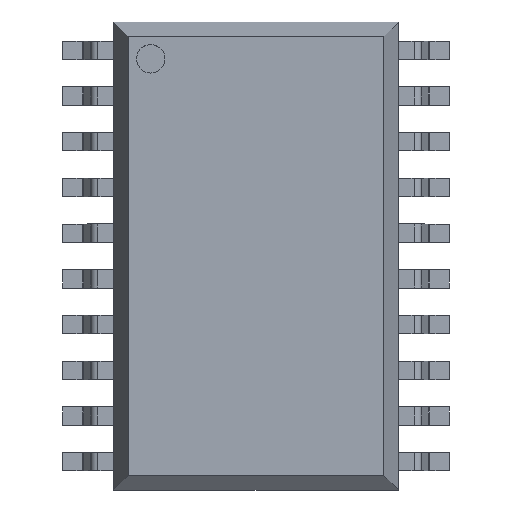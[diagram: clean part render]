
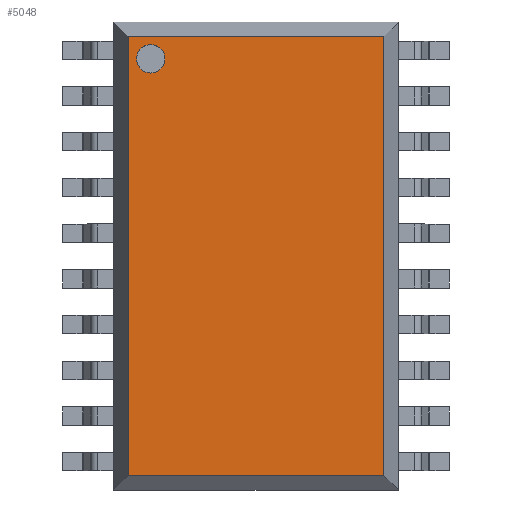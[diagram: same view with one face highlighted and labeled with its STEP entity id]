
A CAD part, top view. The second image highlights one B-rep face of the part: STEP entity #5048.
In plain terms, the highlighted planar face has unit normal (0, 0, 1).
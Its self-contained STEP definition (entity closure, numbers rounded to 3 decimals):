
#59=FACE_BOUND('',#580,.T.);
#67=PLANE('',#5381);
#283=FACE_OUTER_BOUND('',#579,.T.);
#579=EDGE_LOOP('',(#3486,#3487,#3488,#3489));
#580=EDGE_LOOP('',(#3490));
#869=LINE('',#7353,#1458);
#873=LINE('',#7361,#1462);
#876=LINE('',#7367,#1465);
#880=LINE('',#7373,#1469);
#1458=VECTOR('',#5845,10.);
#1462=VECTOR('',#5851,10.);
#1465=VECTOR('',#5856,10.);
#1469=VECTOR('',#5862,10.);
#2046=CIRCLE('',#5372,0.395);
#2208=VERTEX_POINT('',#7344);
#2210=VERTEX_POINT('',#7351);
#2211=VERTEX_POINT('',#7352);
#2214=VERTEX_POINT('',#7360);
#2216=VERTEX_POINT('',#7366);
#2706=EDGE_CURVE('',#2208,#2208,#2046,.T.);
#2709=EDGE_CURVE('',#2210,#2211,#869,.T.);
#2713=EDGE_CURVE('',#2211,#2214,#873,.T.);
#2716=EDGE_CURVE('',#2214,#2216,#876,.T.);
#2720=EDGE_CURVE('',#2216,#2210,#880,.T.);
#3486=ORIENTED_EDGE('',*,*,#2709,.F.);
#3487=ORIENTED_EDGE('',*,*,#2720,.F.);
#3488=ORIENTED_EDGE('',*,*,#2716,.F.);
#3489=ORIENTED_EDGE('',*,*,#2713,.F.);
#3490=ORIENTED_EDGE('',*,*,#2706,.T.);
#5048=ADVANCED_FACE('',(#283,#59),#67,.T.);
#5372=AXIS2_PLACEMENT_3D('',#7345,#5836,#5837);
#5381=AXIS2_PLACEMENT_3D('',#7384,#5872,#5873);
#5836=DIRECTION('center_axis',(0.,0.,-1.));
#5837=DIRECTION('ref_axis',(1.,0.,0.));
#5845=DIRECTION('',(0.,1.,0.));
#5851=DIRECTION('',(1.,0.,0.));
#5856=DIRECTION('',(0.,-1.,0.));
#5862=DIRECTION('',(-1.,0.,0.));
#5872=DIRECTION('center_axis',(0.,0.,1.));
#5873=DIRECTION('ref_axis',(1.,0.,0.));
#7344=CARTESIAN_POINT('',(-3.32,5.475,2.35));
#7345=CARTESIAN_POINT('Origin',(-2.925,5.475,2.35));
#7351=CARTESIAN_POINT('',(-3.55,-6.1,2.35));
#7352=CARTESIAN_POINT('',(-3.55,6.1,2.35));
#7353=CARTESIAN_POINT('',(-3.55,3.25,2.35));
#7360=CARTESIAN_POINT('',(3.55,6.1,2.35));
#7361=CARTESIAN_POINT('',(1.975,6.1,2.35));
#7366=CARTESIAN_POINT('',(3.55,-6.1,2.35));
#7367=CARTESIAN_POINT('',(3.55,-3.25,2.35));
#7373=CARTESIAN_POINT('',(-1.975,-6.1,2.35));
#7384=CARTESIAN_POINT('Origin',(0.,0.,2.35));
